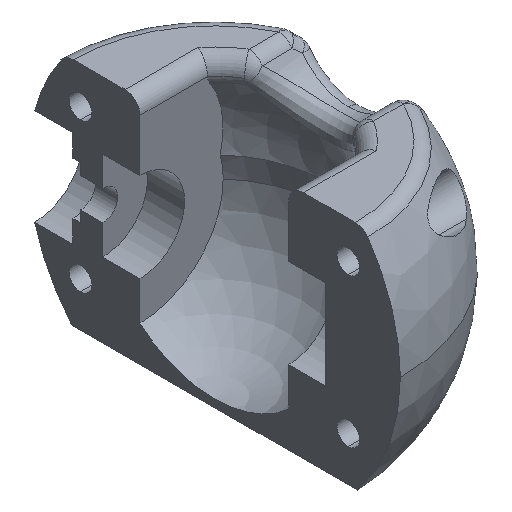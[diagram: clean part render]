
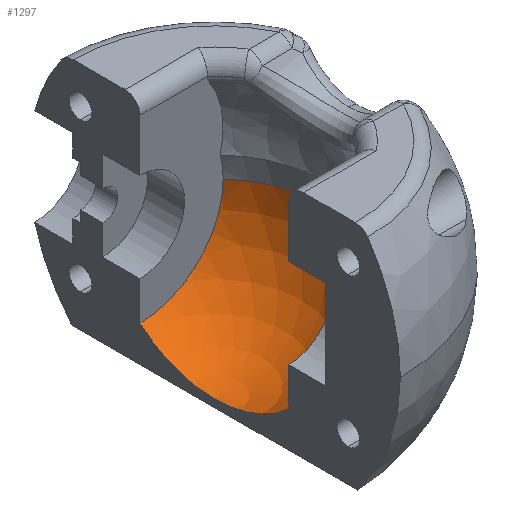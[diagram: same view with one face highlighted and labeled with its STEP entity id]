
A CAD part, isometric view. The second image highlights one B-rep face of the part: STEP entity #1297.
In plain terms, the highlighted spherical face has radius 15 mm.
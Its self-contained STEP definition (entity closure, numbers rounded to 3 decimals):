
#19 = DIRECTION ( 'NONE',  ( 0., 0., 1. ) ) ;
#29 = DIRECTION ( 'NONE',  ( 0., 1., 0. ) ) ;
#33 = CIRCLE ( 'NONE', #211, 15. ) ;
#38 = CARTESIAN_POINT ( 'NONE',  ( 0., -10., 0. ) ) ;
#181 = DIRECTION ( 'NONE',  ( 0., 0., 1. ) ) ;
#211 = AXIS2_PLACEMENT_3D ( 'NONE', #852, #845, #834 ) ;
#219 = CIRCLE ( 'NONE', #490, 15. ) ;
#225 = CIRCLE ( 'NONE', #495, 11.18 ) ;
#231 = CIRCLE ( 'NONE', #537, 11.18 ) ;
#381 = CARTESIAN_POINT ( 'NONE',  ( 11.18, 10., 0. ) ) ;
#409 = FACE_OUTER_BOUND ( 'NONE', #710, .T. ) ;
#414 = SPHERICAL_SURFACE ( 'NONE', #924, 15. ) ;
#490 = AXIS2_PLACEMENT_3D ( 'NONE', #1012, #181, #2774 ) ;
#495 = AXIS2_PLACEMENT_3D ( 'NONE', #1181, #1003, #2756 ) ;
#537 = AXIS2_PLACEMENT_3D ( 'NONE', #38, #29, #19 ) ;
#710 = EDGE_LOOP ( 'NONE', ( #1616, #1611, #1607, #1589 ) ) ;
#834 = DIRECTION ( 'NONE',  ( 0., 0., 1. ) ) ;
#845 = DIRECTION ( 'NONE',  ( -1., 0., 0. ) ) ;
#852 = CARTESIAN_POINT ( 'NONE',  ( 0., 0., 0. ) ) ;
#924 = AXIS2_PLACEMENT_3D ( 'NONE', #2282, #2261, #2663 ) ;
#1003 = DIRECTION ( 'NONE',  ( 0., 1., 0. ) ) ;
#1012 = CARTESIAN_POINT ( 'NONE',  ( 0., 0., 0. ) ) ;
#1073 = CARTESIAN_POINT ( 'NONE',  ( 0., 10., -11.18 ) ) ;
#1181 = CARTESIAN_POINT ( 'NONE',  ( 0., 10., 0. ) ) ;
#1297 = ADVANCED_FACE ( 'NONE', ( #409 ), #414, .F. ) ;
#1589 = ORIENTED_EDGE ( 'NONE', *, *, #1949, .T. ) ;
#1607 = ORIENTED_EDGE ( 'NONE', *, *, #1609, .T. ) ;
#1608 = EDGE_CURVE ( 'NONE', #2284, #2481, #231, .T. ) ;
#1609 = EDGE_CURVE ( 'NONE', #1781, #1940, #225, .T. ) ;
#1611 = ORIENTED_EDGE ( 'NONE', *, *, #1627, .T. ) ;
#1616 = ORIENTED_EDGE ( 'NONE', *, *, #1608, .F. ) ;
#1627 = EDGE_CURVE ( 'NONE', #2284, #1781, #219, .T. ) ;
#1705 = CARTESIAN_POINT ( 'NONE',  ( 11.18, -10., 0. ) ) ;
#1781 = VERTEX_POINT ( 'NONE', #381 ) ;
#1940 = VERTEX_POINT ( 'NONE', #1073 ) ;
#1949 = EDGE_CURVE ( 'NONE', #1940, #2481, #33, .T. ) ;
#2261 = DIRECTION ( 'NONE',  ( 0., 0., -1. ) ) ;
#2282 = CARTESIAN_POINT ( 'NONE',  ( 0., 0., 0. ) ) ;
#2284 = VERTEX_POINT ( 'NONE', #1705 ) ;
#2481 = VERTEX_POINT ( 'NONE', #2549 ) ;
#2549 = CARTESIAN_POINT ( 'NONE',  ( 0., -10., -11.18 ) ) ;
#2663 = DIRECTION ( 'NONE',  ( 1., 0., 0. ) ) ;
#2756 = DIRECTION ( 'NONE',  ( 0., 0., 1. ) ) ;
#2774 = DIRECTION ( 'NONE',  ( 1., 0., 0. ) ) ;
